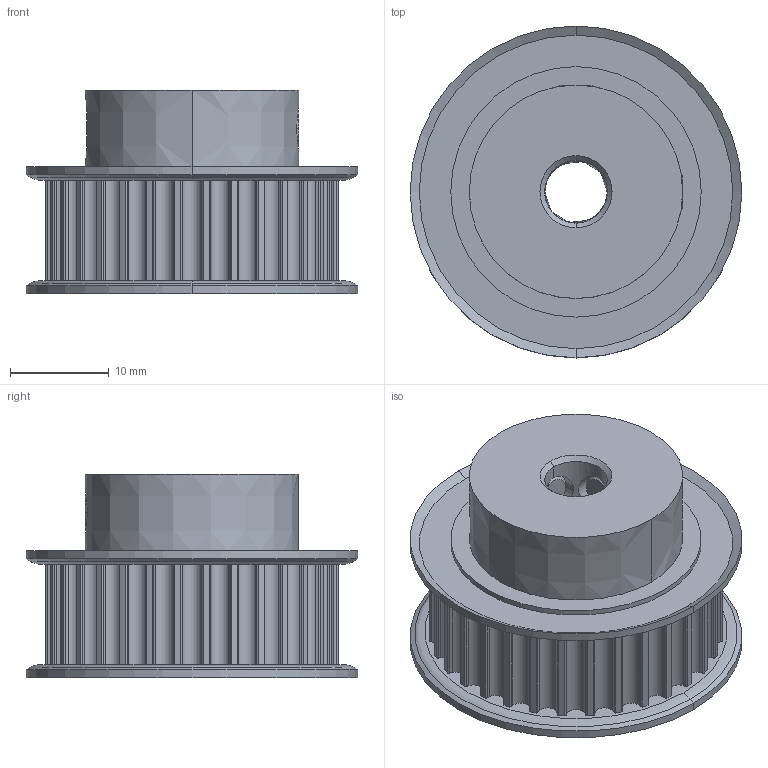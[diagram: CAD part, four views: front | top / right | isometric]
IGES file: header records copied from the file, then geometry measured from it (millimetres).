
Global section: file name: _cgs_temp_output.igs; native system: Creo Parametric by Parametric Technology Corporation; preprocessor: 2016360; author: SYSTEM; organization: Unknown; date: 20170924.114501; units: inch
Bounding box: 33.6 x 33.6 x 20.62 mm (x, y, z)
Volume: 10620.6 mm3; surface area: 4859.7 mm2
Topology: 1 solids, 1 shells, 261 faces, 734 edges, 484 vertices
Faces by surface type: revolution 236, bspline 25
